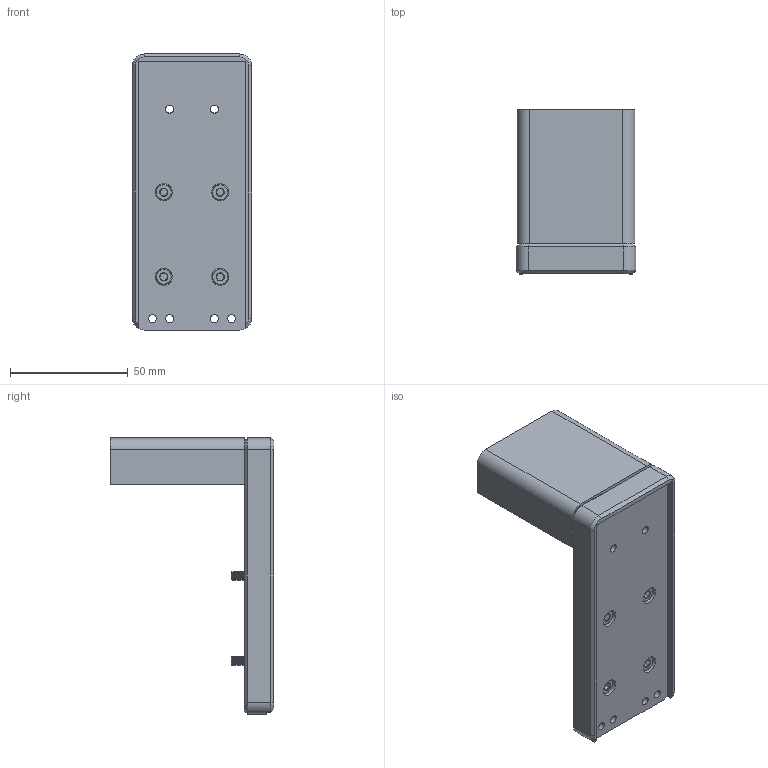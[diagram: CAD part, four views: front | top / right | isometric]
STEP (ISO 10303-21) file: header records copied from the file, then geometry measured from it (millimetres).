
FILE_DESCRIPTION (( 'STEP AP214' ), '1' );
FILE_NAME ('L-Bracket.STEP', '2021-07-16T10:57:56', ( '' ), ( '' ), 'SwSTEP 2.0', 'SolidWorks 2017', '' );
FILE_SCHEMA (( 'AUTOMOTIVE_DESIGN' ));
Length unit declared in the file: inch
Products named in the file (5): Tool Plate Adapter; P1000 GEN2 Adapter Plate; P1000 GEN2 Adapter Plate Assem; SHC-M4X10-91292A116_91292A116; L-Bracket
Assembly tree (7 placements, depth 3):
  L-Bracket
    P1000 GEN2 Adapter Plate Assem
      P1000 GEN2 Adapter Plate
      SHC-M4X10-91292A116_91292A116  x4
    Tool Plate Adapter
Bounding box: 50.8 x 69.76 x 117.47 mm (x, y, z)
Volume: 114061.1 mm3; surface area: 28537.8 mm2
Topology: 6 solids, 6 shells, 432 faces, 1126 edges, 718 vertices
Faces by surface type: cylinder 283, cone 72, plane 67, bspline 8, torus 2
Entity records: 6914 total; most frequent: CARTESIAN_POINT 2763, ORIENTED_EDGE 878, DIRECTION 798, EDGE_CURVE 439, AXIS2_PLACEMENT_3D 307, VERTEX_POINT 277, EDGE_LOOP 200, VECTOR 184
